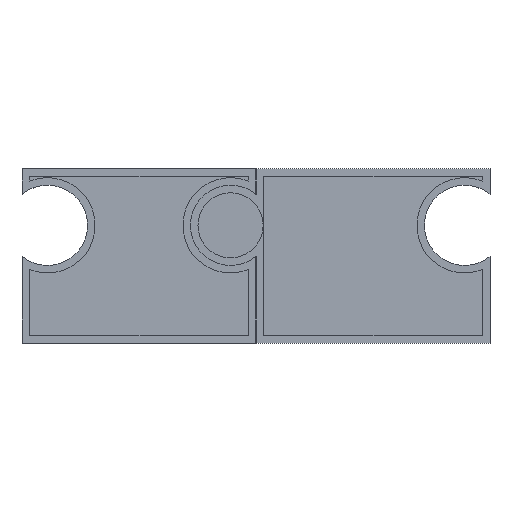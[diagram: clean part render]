
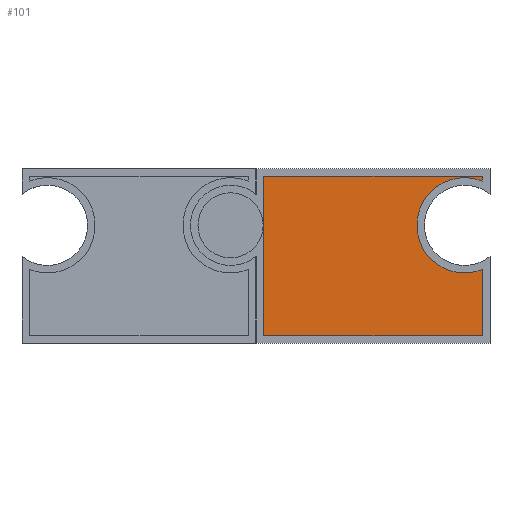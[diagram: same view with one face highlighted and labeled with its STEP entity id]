
A CAD part, top view. The second image highlights one B-rep face of the part: STEP entity #101.
In plain terms, the highlighted planar face has unit normal (0, 0, 1).
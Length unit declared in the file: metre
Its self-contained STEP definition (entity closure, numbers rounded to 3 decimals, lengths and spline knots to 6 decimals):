
#101 = ADVANCED_FACE( '', ( #217 ), #218, .T. );
#217 = FACE_OUTER_BOUND( '', #347, .T. );
#218 = PLANE( '', #348 );
#347 = EDGE_LOOP( '', ( #563, #564, #565, #566, #567, #568 ) );
#348 = AXIS2_PLACEMENT_3D( '', #569, #570, #571 );
#563 = ORIENTED_EDGE( '', *, *, #830, .T. );
#564 = ORIENTED_EDGE( '', *, *, #831, .F. );
#565 = ORIENTED_EDGE( '', *, *, #832, .F. );
#566 = ORIENTED_EDGE( '', *, *, #783, .F. );
#567 = ORIENTED_EDGE( '', *, *, #816, .F. );
#568 = ORIENTED_EDGE( '', *, *, #820, .T. );
#569 = CARTESIAN_POINT( '', ( 0.079212, -0.032412, 0.00254 ) );
#570 = DIRECTION( '', ( 0., 0., 1. ) );
#571 = DIRECTION( '', ( 1., 0., 0. ) );
#783 = EDGE_CURVE( '', #939, #940, #941, .T. );
#816 = EDGE_CURVE( '', #991, #939, #992, .T. );
#820 = EDGE_CURVE( '', #991, #997, #998, .T. );
#830 = EDGE_CURVE( '', #997, #1011, #1012, .T. );
#831 = EDGE_CURVE( '', #1013, #1011, #1014, .T. );
#832 = EDGE_CURVE( '', #940, #1013, #1015, .T. );
#939 = VERTEX_POINT( '', #1154 );
#940 = VERTEX_POINT( '', #1155 );
#941 = LINE( '', #1156, #1157 );
#991 = VERTEX_POINT( '', #1228 );
#992 = LINE( '', #1229, #1230 );
#997 = VERTEX_POINT( '', #1237 );
#998 = LINE( '', #1238, #1239 );
#1011 = VERTEX_POINT( '', #1258 );
#1012 = LINE( '', #1259, #1260 );
#1013 = VERTEX_POINT( '', #1261 );
#1014 = LINE( '', #1262, #1263 );
#1015 = CIRCLE( '', #1264, 0.016094 );
#1154 = CARTESIAN_POINT( '', ( 0.078291, 0.017394, 0.00254 ) );
#1155 = CARTESIAN_POINT( '', ( 0.078291, 0.015715, 0.00254 ) );
#1156 = CARTESIAN_POINT( '', ( 0.078291, 0.015606, 0.00254 ) );
#1157 = VECTOR( '', #1379, 1. );
#1228 = CARTESIAN_POINT( '', ( 0.004317, 0.017394, 0.00254 ) );
#1229 = CARTESIAN_POINT( '', ( 0.041304, 0.017394, 0.00254 ) );
#1230 = VECTOR( '', #1410, 1. );
#1237 = CARTESIAN_POINT( '', ( 0.004317, -0.036498, 0.00254 ) );
#1238 = CARTESIAN_POINT( '', ( 0.004317, 0.015606, 0.00254 ) );
#1239 = VECTOR( '', #1413, 1. );
#1258 = CARTESIAN_POINT( '', ( 0.078291, -0.036498, 0.00254 ) );
#1259 = CARTESIAN_POINT( '', ( 0.041304, -0.036498, 0.00254 ) );
#1260 = VECTOR( '', #1420, 1. );
#1261 = CARTESIAN_POINT( '', ( 0.078291, -0.014099, 0.00254 ) );
#1262 = CARTESIAN_POINT( '', ( 0.078291, -0.02435, 0.00254 ) );
#1263 = VECTOR( '', #1421, 1. );
#1264 = AXIS2_PLACEMENT_3D( '', #1422, #1423, #1424 );
#1379 = DIRECTION( '', ( 0., -1., 0. ) );
#1410 = DIRECTION( '', ( 1., 0., 0. ) );
#1413 = DIRECTION( '', ( 0., -1., 0. ) );
#1420 = DIRECTION( '', ( 1., 0., 0. ) );
#1421 = DIRECTION( '', ( 0., -1., 0. ) );
#1422 = CARTESIAN_POINT( '', ( 0.072224, 0.000808, 0.00254 ) );
#1423 = DIRECTION( '', ( 0., 0., 1. ) );
#1424 = DIRECTION( '', ( 1., 0., 0. ) );
